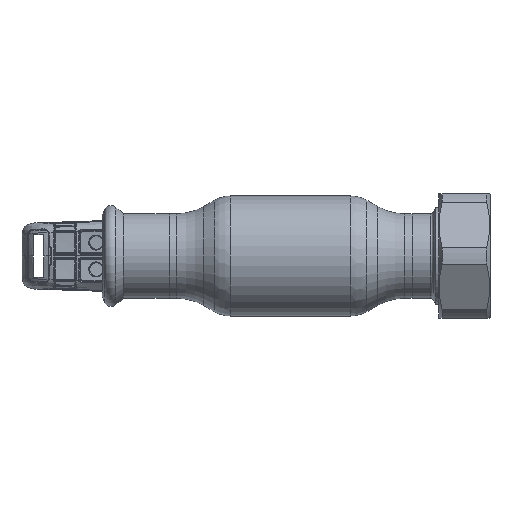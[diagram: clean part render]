
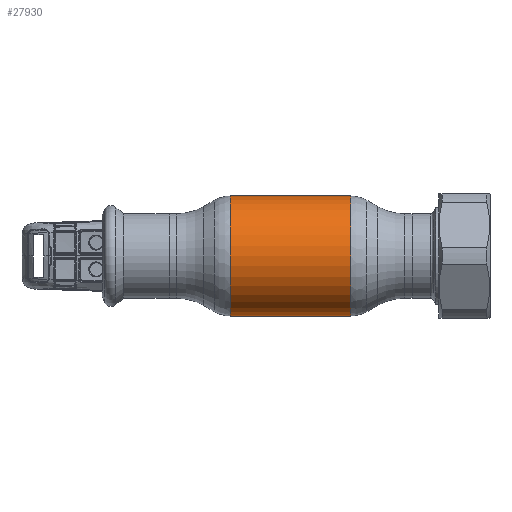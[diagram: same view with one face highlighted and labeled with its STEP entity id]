
A CAD part, front view. The second image highlights one B-rep face of the part: STEP entity #27930.
In plain terms, the highlighted cylindrical face has radius 22.25 mm (diameter 44.5 mm), a partial arc.
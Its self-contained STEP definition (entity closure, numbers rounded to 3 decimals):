
#17 = DIRECTION ( 'NONE',  ( 0., 0., 1. ) ) ;
#1072 = LINE ( 'NONE', #32703, #45542 ) ;
#3754 = CIRCLE ( 'NONE', #54159, 22.25 ) ;
#6333 = ORIENTED_EDGE ( 'NONE', *, *, #32353, .F. ) ;
#7102 = EDGE_LOOP ( 'NONE', ( #44199, #30567, #22929, #6333 ) ) ;
#8080 = VERTEX_POINT ( 'NONE', #28215 ) ;
#10326 = DIRECTION ( 'NONE',  ( -1., 0., 0. ) ) ;
#13850 = EDGE_CURVE ( 'NONE', #43965, #8080, #1072, .T. ) ;
#15033 = DIRECTION ( 'NONE',  ( -1., 0., 0. ) ) ;
#19234 = CARTESIAN_POINT ( 'NONE',  ( 22.285, 0., 0. ) ) ;
#21939 = VECTOR ( 'NONE', #24974, 1000. ) ;
#22929 = ORIENTED_EDGE ( 'NONE', *, *, #31226, .T. ) ;
#23880 = DIRECTION ( 'NONE',  ( -1., 0., 0. ) ) ;
#24404 = VERTEX_POINT ( 'NONE', #43605 ) ;
#24974 = DIRECTION ( 'NONE',  ( -1., 0., 0. ) ) ;
#25649 = CYLINDRICAL_SURFACE ( 'NONE', #57111, 22.25 ) ;
#26333 = CARTESIAN_POINT ( 'NONE',  ( -22.285, 0., 22.25 ) ) ;
#27930 = ADVANCED_FACE ( 'NONE', ( #33210 ), #25649, .T. ) ;
#28177 = CARTESIAN_POINT ( 'NONE',  ( -62.69, 0., 0. ) ) ;
#28215 = CARTESIAN_POINT ( 'NONE',  ( -22.285, 0., -22.25 ) ) ;
#30144 = EDGE_CURVE ( 'NONE', #43965, #24404, #46894, .T. ) ;
#30567 = ORIENTED_EDGE ( 'NONE', *, *, #30144, .T. ) ;
#31226 = EDGE_CURVE ( 'NONE', #24404, #47537, #42981, .T. ) ;
#32353 = EDGE_CURVE ( 'NONE', #8080, #47537, #3754, .T. ) ;
#32703 = CARTESIAN_POINT ( 'NONE',  ( -62.69, 0., -22.25 ) ) ;
#33123 = AXIS2_PLACEMENT_3D ( 'NONE', #19234, #15033, #58348 ) ;
#33210 = FACE_OUTER_BOUND ( 'NONE', #7102, .T. ) ;
#40131 = CARTESIAN_POINT ( 'NONE',  ( 22.285, 0., -22.25 ) ) ;
#42981 = LINE ( 'NONE', #49511, #21939 ) ;
#43385 = CARTESIAN_POINT ( 'NONE',  ( -22.285, 0., 0. ) ) ;
#43605 = CARTESIAN_POINT ( 'NONE',  ( 22.285, 0., 22.25 ) ) ;
#43965 = VERTEX_POINT ( 'NONE', #40131 ) ;
#44199 = ORIENTED_EDGE ( 'NONE', *, *, #13850, .F. ) ;
#45542 = VECTOR ( 'NONE', #23880, 1000. ) ;
#46894 = CIRCLE ( 'NONE', #33123, 22.25 ) ;
#47537 = VERTEX_POINT ( 'NONE', #26333 ) ;
#49511 = CARTESIAN_POINT ( 'NONE',  ( -62.69, 0., 22.25 ) ) ;
#54159 = AXIS2_PLACEMENT_3D ( 'NONE', #43385, #10326, #17 ) ;
#57111 = AXIS2_PLACEMENT_3D ( 'NONE', #28177, #57794, #57589 ) ;
#57589 = DIRECTION ( 'NONE',  ( 0., 0., 1. ) ) ;
#57794 = DIRECTION ( 'NONE',  ( -1., 0., 0. ) ) ;
#58348 = DIRECTION ( 'NONE',  ( 0., 0., 1. ) ) ;
